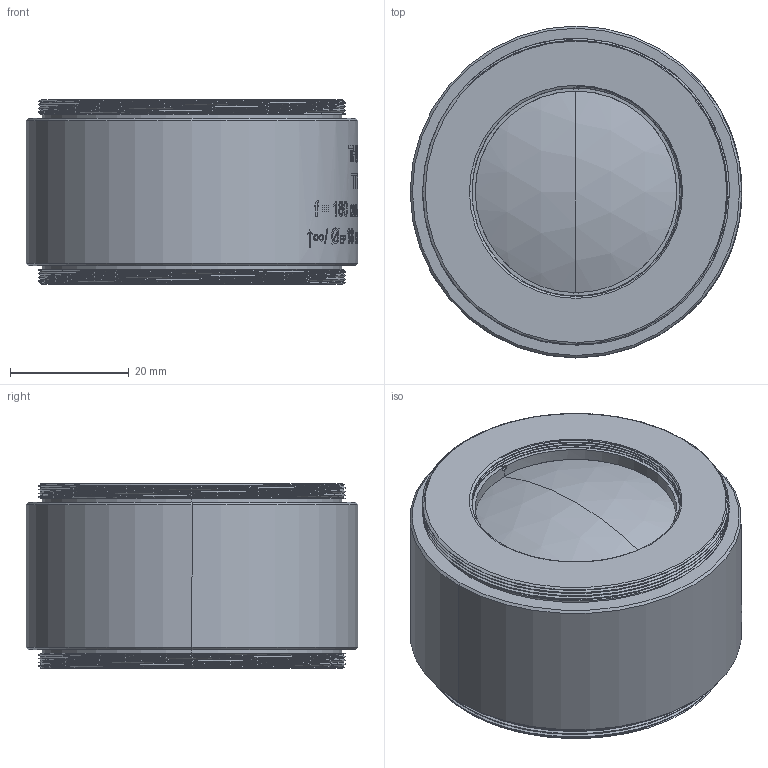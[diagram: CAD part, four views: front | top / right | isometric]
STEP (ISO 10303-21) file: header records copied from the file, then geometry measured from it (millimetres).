
FILE_DESCRIPTION (( 'STEP AP203' ), '1' );
FILE_NAME ('TTN116515-E0W.STEP', '2018-05-11T19:25:53', ( 'admin' ), ( '' ), 'SwSTEP 2.0', 'SolidWorks 2016', '' );
FILE_SCHEMA (( 'CONFIG_CONTROL_DESIGN' ));
Length unit declared in the file: millimetre
Products named in the file (1): TTN116515-E0W
Bounding box: 55.88 x 55.88 x 31.11 mm (x, y, z)
Surface area: 13352.2 mm2 (no closed solid volume)
Topology: 0 solids, 12 shells, 228 faces, 1177 edges, 1001 vertices
Faces by surface type: cylinder 136, plane 42, bspline 32, cone 14, sphere 4
Entity records: 22084 total; most frequent: CARTESIAN_POINT 13585, ORIENTED_EDGE 2082, DIRECTION 1236, EDGE_CURVE 1177, VERTEX_POINT 1001, B_SPLINE_CURVE_WITH_KNOTS 479, AXIS2_PLACEMENT_3D 454, VECTOR 328
